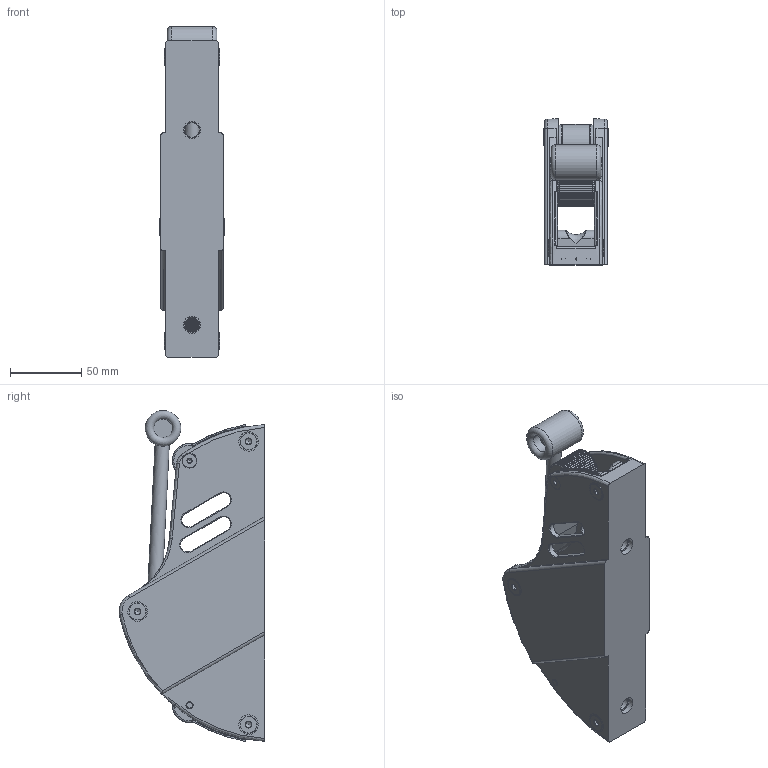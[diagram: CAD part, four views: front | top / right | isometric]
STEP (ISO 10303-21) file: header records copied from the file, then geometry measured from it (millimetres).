
FILE_DESCRIPTION(/* description */ (''),/* implementation_level */ '2;1');
FILE_NAME(/* name */ '508.118.stp',/* time_stamp */ '2022-03-21T11:55:58+01:00',/* author */ ('lucade'),/* organization */ (''),/* preprocessor_version */ 'ST-DEVELOPER v18.1',/* originating_system */ 'Autodesk Inventor 2021',/* authorisation */ '');
FILE_SCHEMA (('AUTOMOTIVE_DESIGN { 1 0 10303 214 3 1 1 }'));
Products named in the file (1): 22032110
Bounding box: 45.68 x 102.5 x 232.67 mm (x, y, z)
Volume: 389485.2 mm3; surface area: 144701.6 mm2
Topology: 8 solids, 57 shells, 1637 faces, 4016 edges, 2524 vertices
Faces by surface type: plane 621, cylinder 575, torus 131, cone 119, bspline 117, sphere 74
Full cylindrical faces by diameter (mm): 4 x2, 4.05 x4, 4.5 x2, 4.8 x2, 5 x6, 5.2 x2, 5.5 x6, 5.8 x6, 6 x8, 6.2 x2, 6.25 x6, 7 x4, 8 x5, 8.1 x2, 8.2 x4, 8.25 x1, 10 x9, 10.1 x5, 10.2 x2, 10.25 x2, 10.4 x2, 12 x8, 13 x2, 20.5 x2, 21.9 x2, 22.3 x2, 25 x1, 26 x2, 28.5 x1
Entity records: 55975 total; most frequent: CARTESIAN_POINT 18583, ORIENTED_EDGE 7992, DIRECTION 7577, EDGE_CURVE 3996, AXIS2_PLACEMENT_3D 3082, VERTEX_POINT 2524, EDGE_LOOP 1748, FACE_OUTER_BOUND 1637
